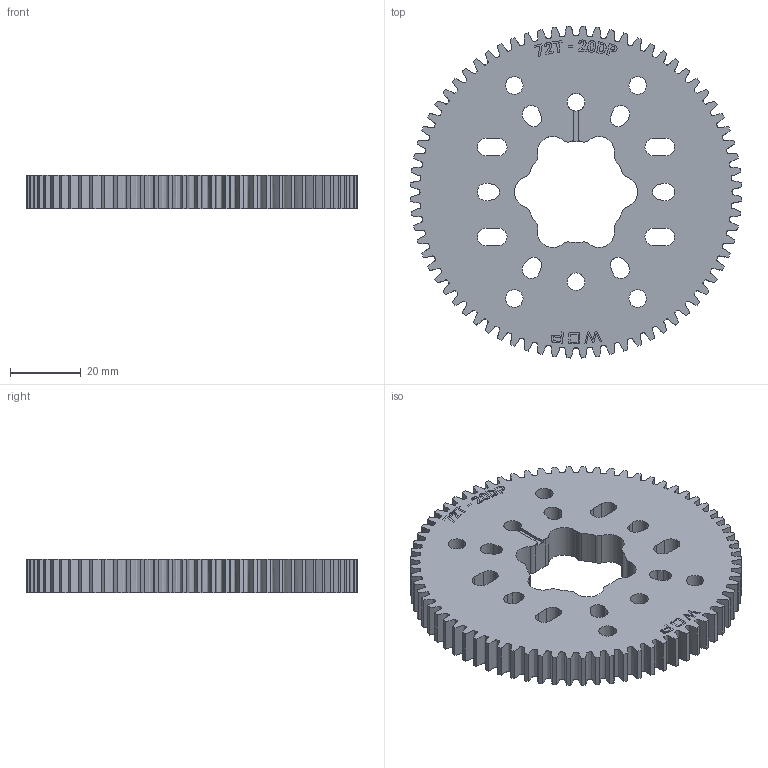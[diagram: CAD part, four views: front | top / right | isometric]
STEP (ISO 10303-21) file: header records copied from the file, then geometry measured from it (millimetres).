
FILE_DESCRIPTION (( 'STEP AP214' ), '1' );
FILE_NAME ('WCP-1210 Rev1.step', '2024-01-05T00:51:19', ( '' ), ( '' ), 'SwSTEP 2.0', 'SolidWorks 2022', '' );
FILE_SCHEMA (( 'AUTOMOTIVE_DESIGN' ));
Length unit declared in the file: inch
Products named in the file (1): WCP-1210 Rev1
Bounding box: 93.93 x 93.93 x 9.53 mm (x, y, z)
Volume: 53010.8 mm3; surface area: 20124 mm2
Topology: 1 solids, 1 shells, 382 faces, 1098 edges, 732 vertices
Faces by surface type: cylinder 147, plane 127, bspline 108
Entity records: 35232 total; most frequent: CARTESIAN_POINT 25553, ORIENTED_EDGE 2196, DIRECTION 1730, EDGE_CURVE 1098, VERTEX_POINT 732, LINE 584, VECTOR 584, AXIS2_PLACEMENT_3D 573
